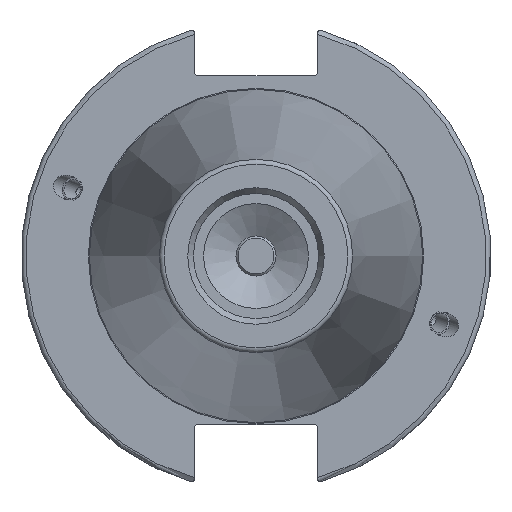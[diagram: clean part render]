
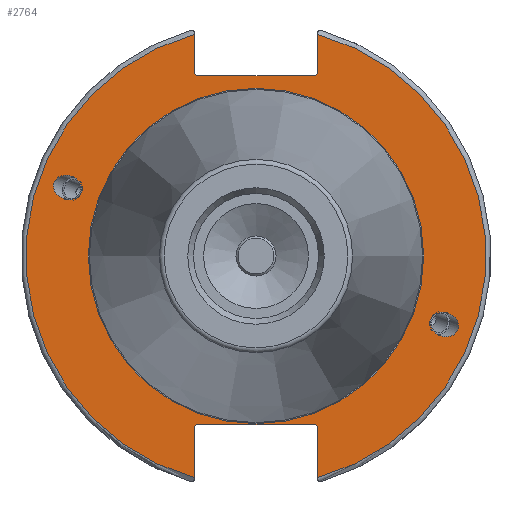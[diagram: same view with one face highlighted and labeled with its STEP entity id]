
A CAD part, left-side view. The second image highlights one B-rep face of the part: STEP entity #2764.
In plain terms, the highlighted planar face has unit normal (-1, 0, 0).
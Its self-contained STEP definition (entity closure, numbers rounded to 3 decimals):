
#480=ELLIPSE('',#3073,3.052,2.5);
#481=ELLIPSE('',#3107,3.052,2.5);
#590=FACE_BOUND('',#937,.T.);
#591=FACE_BOUND('',#938,.T.);
#592=FACE_BOUND('',#939,.T.);
#651=CIRCLE('',#3111,35.125);
#653=CIRCLE('',#3114,48.213);
#654=CIRCLE('',#3115,48.213);
#782=FACE_OUTER_BOUND('',#936,.T.);
#936=EDGE_LOOP('',(#2183,#2184,#2185,#2186,#2187,#2188,#2189,#2190,#2191,
#2192,#2193,#2194));
#937=EDGE_LOOP('',(#2195));
#938=EDGE_LOOP('',(#2196));
#939=EDGE_LOOP('',(#2197));
#1095=LINE('',#4805,#1261);
#1096=LINE('',#4807,#1262);
#1097=LINE('',#4809,#1263);
#1098=LINE('',#4811,#1264);
#1099=LINE('',#4813,#1265);
#1100=LINE('',#4817,#1266);
#1101=LINE('',#4819,#1267);
#1102=LINE('',#4821,#1268);
#1103=LINE('',#4823,#1269);
#1104=LINE('',#4824,#1270);
#1261=VECTOR('',#3595,10.);
#1262=VECTOR('',#3596,10.);
#1263=VECTOR('',#3597,10.);
#1264=VECTOR('',#3598,10.);
#1265=VECTOR('',#3599,10.);
#1266=VECTOR('',#3602,10.);
#1267=VECTOR('',#3603,10.);
#1268=VECTOR('',#3604,10.);
#1269=VECTOR('',#3605,10.);
#1270=VECTOR('',#3606,10.);
#1431=VERTEX_POINT('',#4530);
#1469=VERTEX_POINT('',#4789);
#1472=VERTEX_POINT('',#4796);
#1473=VERTEX_POINT('',#4801);
#1474=VERTEX_POINT('',#4802);
#1475=VERTEX_POINT('',#4804);
#1476=VERTEX_POINT('',#4806);
#1477=VERTEX_POINT('',#4808);
#1478=VERTEX_POINT('',#4810);
#1479=VERTEX_POINT('',#4812);
#1480=VERTEX_POINT('',#4814);
#1481=VERTEX_POINT('',#4816);
#1482=VERTEX_POINT('',#4818);
#1483=VERTEX_POINT('',#4820);
#1484=VERTEX_POINT('',#4822);
#1684=EDGE_CURVE('',#1431,#1431,#480,.T.);
#1735=EDGE_CURVE('',#1469,#1469,#481,.T.);
#1738=EDGE_CURVE('',#1472,#1472,#651,.T.);
#1740=EDGE_CURVE('',#1473,#1474,#653,.T.);
#1741=EDGE_CURVE('',#1473,#1475,#1095,.T.);
#1742=EDGE_CURVE('',#1476,#1475,#1096,.T.);
#1743=EDGE_CURVE('',#1476,#1477,#1097,.T.);
#1744=EDGE_CURVE('',#1478,#1477,#1098,.T.);
#1745=EDGE_CURVE('',#1478,#1479,#1099,.T.);
#1746=EDGE_CURVE('',#1480,#1479,#654,.T.);
#1747=EDGE_CURVE('',#1480,#1481,#1100,.T.);
#1748=EDGE_CURVE('',#1482,#1481,#1101,.T.);
#1749=EDGE_CURVE('',#1482,#1483,#1102,.T.);
#1750=EDGE_CURVE('',#1484,#1483,#1103,.T.);
#1751=EDGE_CURVE('',#1484,#1474,#1104,.T.);
#2183=ORIENTED_EDGE('',*,*,#1740,.F.);
#2184=ORIENTED_EDGE('',*,*,#1741,.T.);
#2185=ORIENTED_EDGE('',*,*,#1742,.F.);
#2186=ORIENTED_EDGE('',*,*,#1743,.T.);
#2187=ORIENTED_EDGE('',*,*,#1744,.F.);
#2188=ORIENTED_EDGE('',*,*,#1745,.T.);
#2189=ORIENTED_EDGE('',*,*,#1746,.F.);
#2190=ORIENTED_EDGE('',*,*,#1747,.T.);
#2191=ORIENTED_EDGE('',*,*,#1748,.F.);
#2192=ORIENTED_EDGE('',*,*,#1749,.T.);
#2193=ORIENTED_EDGE('',*,*,#1750,.F.);
#2194=ORIENTED_EDGE('',*,*,#1751,.T.);
#2195=ORIENTED_EDGE('',*,*,#1684,.T.);
#2196=ORIENTED_EDGE('',*,*,#1735,.T.);
#2197=ORIENTED_EDGE('',*,*,#1738,.F.);
#2662=PLANE('',#3113);
#2764=ADVANCED_FACE('',(#782,#590,#591,#592),#2662,.T.);
#3073=AXIS2_PLACEMENT_3D('',#4532,#3495,#3496);
#3107=AXIS2_PLACEMENT_3D('',#4791,#3579,#3580);
#3111=AXIS2_PLACEMENT_3D('',#4798,#3587,#3588);
#3113=AXIS2_PLACEMENT_3D('',#4800,#3591,#3592);
#3114=AXIS2_PLACEMENT_3D('',#4803,#3593,#3594);
#3115=AXIS2_PLACEMENT_3D('',#4815,#3600,#3601);
#3495=DIRECTION('center_axis',(1.,0.,0.));
#3496=DIRECTION('ref_axis',(0.,-0.94,-0.342));
#3579=DIRECTION('center_axis',(1.,0.,0.));
#3580=DIRECTION('ref_axis',(0.,0.94,0.342));
#3587=DIRECTION('center_axis',(-1.,0.,0.));
#3588=DIRECTION('ref_axis',(0.,-1.,0.));
#3591=DIRECTION('center_axis',(-1.,0.,0.));
#3592=DIRECTION('ref_axis',(0.,0.,1.));
#3593=DIRECTION('center_axis',(1.,0.,0.));
#3594=DIRECTION('ref_axis',(0.,-1.,0.));
#3595=DIRECTION('',(0.,0.,-1.));
#3596=DIRECTION('',(0.,-0.707,0.707));
#3597=DIRECTION('',(0.,1.,0.));
#3598=DIRECTION('',(0.,-0.707,-0.707));
#3599=DIRECTION('',(0.,0.,1.));
#3600=DIRECTION('center_axis',(1.,0.,0.));
#3601=DIRECTION('ref_axis',(0.,1.,0.));
#3602=DIRECTION('',(0.,0.,1.));
#3603=DIRECTION('',(0.,0.707,-0.707));
#3604=DIRECTION('',(0.,-1.,0.));
#3605=DIRECTION('',(0.,0.707,0.707));
#3606=DIRECTION('',(0.,0.,-1.));
#4530=CARTESIAN_POINT('',(3.175,-36.599,-13.321));
#4532=CARTESIAN_POINT('Origin',(3.175,-39.467,-14.365));
#4789=CARTESIAN_POINT('',(3.175,36.599,13.321));
#4791=CARTESIAN_POINT('Origin',(3.175,39.467,14.365));
#4796=CARTESIAN_POINT('',(3.175,0.,35.125));
#4798=CARTESIAN_POINT('Origin',(3.175,0.,0.));
#4800=CARTESIAN_POINT('Origin',(3.175,49.213,0.));
#4801=CARTESIAN_POINT('',(3.175,-12.95,46.441));
#4802=CARTESIAN_POINT('',(3.175,-12.95,-46.441));
#4803=CARTESIAN_POINT('Origin',(3.175,0.,0.));
#4804=CARTESIAN_POINT('',(3.175,-12.95,38.219));
#4805=CARTESIAN_POINT('',(3.175,-12.95,18.86));
#4806=CARTESIAN_POINT('',(3.175,-12.45,37.719));
#4807=CARTESIAN_POINT('',(3.175,12.27,12.999));
#4808=CARTESIAN_POINT('',(3.175,12.45,37.719));
#4809=CARTESIAN_POINT('',(3.175,24.606,37.719));
#4810=CARTESIAN_POINT('',(3.175,12.95,38.219));
#4811=CARTESIAN_POINT('',(3.175,12.336,37.605));
#4812=CARTESIAN_POINT('',(3.175,12.95,46.441));
#4813=CARTESIAN_POINT('',(3.175,12.95,18.86));
#4814=CARTESIAN_POINT('',(3.175,12.95,-46.441));
#4815=CARTESIAN_POINT('Origin',(3.175,0.,0.));
#4816=CARTESIAN_POINT('',(3.175,12.95,-35.806));
#4817=CARTESIAN_POINT('',(3.175,12.95,-17.653));
#4818=CARTESIAN_POINT('',(3.175,12.45,-35.306));
#4819=CARTESIAN_POINT('',(3.175,12.939,-35.795));
#4820=CARTESIAN_POINT('',(3.175,-12.45,-35.306));
#4821=CARTESIAN_POINT('',(3.175,24.606,-35.306));
#4822=CARTESIAN_POINT('',(3.175,-12.95,-35.806));
#4823=CARTESIAN_POINT('',(3.175,11.667,-11.189));
#4824=CARTESIAN_POINT('',(3.175,-12.95,-17.653));
